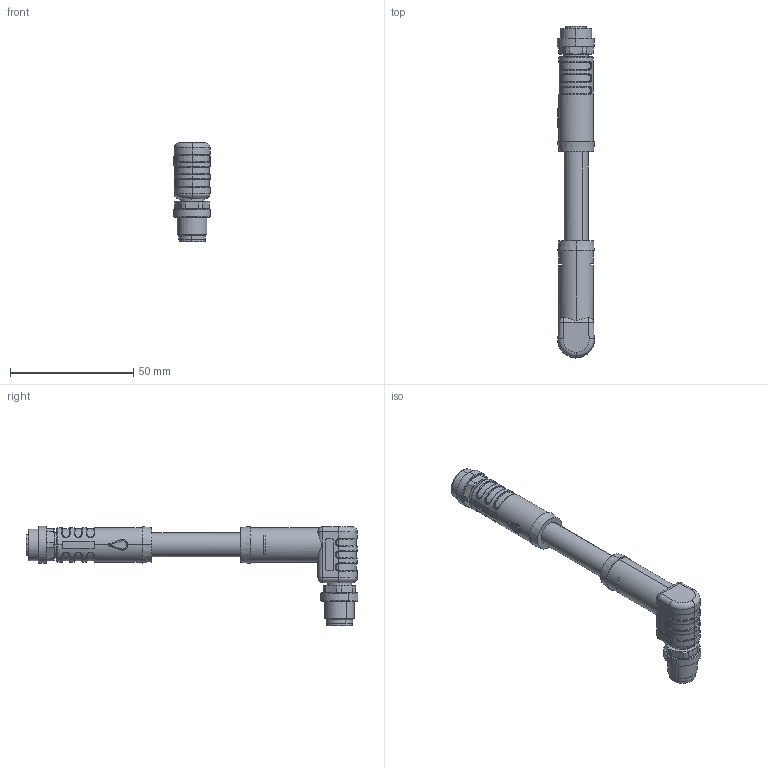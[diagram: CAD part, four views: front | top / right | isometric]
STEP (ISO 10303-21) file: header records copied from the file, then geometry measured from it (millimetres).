
FILE_DESCRIPTION(('CATIA V5 STEP Exchange','CAx-IF Rec.Pracs.--- Model Styling and Organization---1.5--- 2016-08-15','CAx-IF Rec.Pracs.---Supplemental Geometry---1.0---2011-11-01','CAx-IF Rec.Pracs.--- Composite Materials ---1.1---2010-07-15'),'2;1');
FILE_NAME ('217053-2_0', '2025-07-08T05:25:23+00:00', ('none'), ('Weidmueller'), 'CATIA Version 5-6 Release 2022 SP4 HF5', 'CATIA V5 STEP AP214 v3', 'none');
FILE_SCHEMA(('AUTOMOTIVE_DESIGN { 1 0 10303 214 1 1 1 1 }'));
Length unit declared in the file: millimetre
Products named in the file (1): 2050080000
Bounding box: 15.11 x 134.5 x 40.2 mm (x, y, z)
Volume: 20836.7 mm3; surface area: 9563.7 mm2
Topology: 1 solids, 2 shells, 541 faces, 1376 edges, 865 vertices
Faces by surface type: cylinder 168, plane 140, torus 90, bspline 71, cone 58, sphere 12, extrusion 2
Entity records: 18407 total; most frequent: CARTESIAN_POINT 6931, ORIENTED_EDGE 2728, DIRECTION 1512, EDGE_CURVE 1364, VERTEX_POINT 865, AXIS2_PLACEMENT_3D 768, EDGE_LOOP 581, ADVANCED_FACE 541
